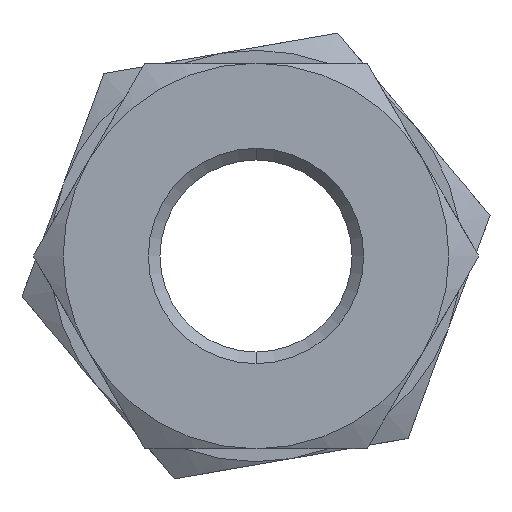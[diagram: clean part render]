
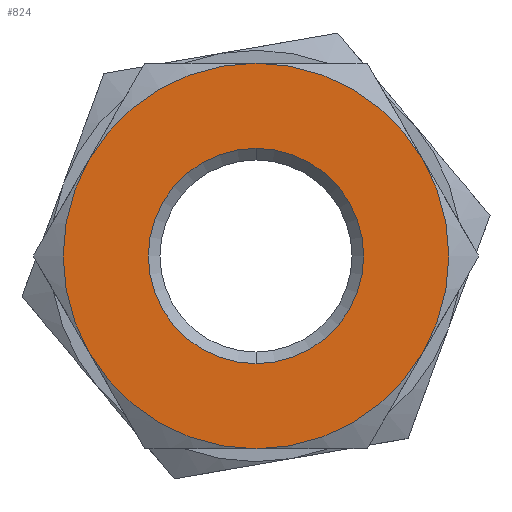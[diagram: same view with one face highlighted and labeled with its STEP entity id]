
A CAD part, front view. The second image highlights one B-rep face of the part: STEP entity #824.
In plain terms, the highlighted planar face has unit normal (0, -1, 0).
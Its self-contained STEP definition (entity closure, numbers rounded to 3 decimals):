
#10 = CARTESIAN_POINT ( 'NONE',  ( 0., 0., 0. ) ) ;
#18 = CIRCLE ( 'NONE', #192, 8.375 ) ;
#78 = CARTESIAN_POINT ( 'NONE',  ( 0., 0., 15. ) ) ;
#192 = AXIS2_PLACEMENT_3D ( 'NONE', #2282, #2085, #2075 ) ;
#215 = ORIENTED_EDGE ( 'NONE', *, *, #2477, .T. ) ;
#232 = EDGE_CURVE ( 'NONE', #2827, #1268, #952, .T. ) ;
#252 = CARTESIAN_POINT ( 'NONE',  ( 0., 0., 0. ) ) ;
#285 = DIRECTION ( 'NONE',  ( 0., -1., 0. ) ) ;
#311 = CARTESIAN_POINT ( 'NONE',  ( 0., 0., 0. ) ) ;
#326 = VERTEX_POINT ( 'NONE', #913 ) ;
#352 = VERTEX_POINT ( 'NONE', #1609 ) ;
#447 = AXIS2_PLACEMENT_3D ( 'NONE', #2721, #2048, #924 ) ;
#453 = ORIENTED_EDGE ( 'NONE', *, *, #1131, .T. ) ;
#527 = EDGE_CURVE ( 'NONE', #1268, #2827, #18, .T. ) ;
#538 = DIRECTION ( 'NONE',  ( 0., 0., -1. ) ) ;
#542 = CARTESIAN_POINT ( 'NONE',  ( 0., 0., 0. ) ) ;
#599 = VERTEX_POINT ( 'NONE', #1393 ) ;
#625 = CIRCLE ( 'NONE', #668, 15. ) ;
#666 = CARTESIAN_POINT ( 'NONE',  ( 15., 0., 0. ) ) ;
#668 = AXIS2_PLACEMENT_3D ( 'NONE', #10, #1362, #1793 ) ;
#728 = FACE_BOUND ( 'NONE', #2151, .T. ) ;
#735 = CARTESIAN_POINT ( 'NONE',  ( 12.99, 0., 7.5 ) ) ;
#741 = CIRCLE ( 'NONE', #1208, 15. ) ;
#753 = DIRECTION ( 'NONE',  ( 0., 0., -1. ) ) ;
#824 = ADVANCED_FACE ( 'NONE', ( #2702, #728 ), #1540, .T. ) ;
#850 = VERTEX_POINT ( 'NONE', #2030 ) ;
#861 = AXIS2_PLACEMENT_3D ( 'NONE', #542, #285, #753 ) ;
#902 = ORIENTED_EDGE ( 'NONE', *, *, #2701, .T. ) ;
#913 = CARTESIAN_POINT ( 'NONE',  ( -12.99, 0., 7.5 ) ) ;
#924 = DIRECTION ( 'NONE',  ( 0., 0., -1. ) ) ;
#948 = DIRECTION ( 'NONE',  ( 0., -1., 0. ) ) ;
#952 = CIRCLE ( 'NONE', #447, 8.375 ) ;
#1033 = DIRECTION ( 'NONE',  ( 0., -1., 0. ) ) ;
#1082 = AXIS2_PLACEMENT_3D ( 'NONE', #666, #2726, #1782 ) ;
#1131 = EDGE_CURVE ( 'NONE', #850, #1658, #1416, .T. ) ;
#1134 = AXIS2_PLACEMENT_3D ( 'NONE', #252, #948, #2547 ) ;
#1143 = DIRECTION ( 'NONE',  ( 0., 0., -1. ) ) ;
#1183 = DIRECTION ( 'NONE',  ( 0., 0., -1. ) ) ;
#1205 = VERTEX_POINT ( 'NONE', #78 ) ;
#1208 = AXIS2_PLACEMENT_3D ( 'NONE', #2280, #2521, #1143 ) ;
#1215 = CARTESIAN_POINT ( 'NONE',  ( 0., 0., 8.375 ) ) ;
#1268 = VERTEX_POINT ( 'NONE', #1215 ) ;
#1309 = CIRCLE ( 'NONE', #861, 15. ) ;
#1324 = ORIENTED_EDGE ( 'NONE', *, *, #1510, .T. ) ;
#1362 = DIRECTION ( 'NONE',  ( 0., -1., 0. ) ) ;
#1393 = CARTESIAN_POINT ( 'NONE',  ( -12.99, 0., -7.5 ) ) ;
#1416 = CIRCLE ( 'NONE', #2295, 15. ) ;
#1461 = ORIENTED_EDGE ( 'NONE', *, *, #232, .T. ) ;
#1510 = EDGE_CURVE ( 'NONE', #352, #850, #1309, .T. ) ;
#1540 = PLANE ( 'NONE',  #1082 ) ;
#1587 = EDGE_CURVE ( 'NONE', #1205, #326, #741, .T. ) ;
#1609 = CARTESIAN_POINT ( 'NONE',  ( 0., 0., -15. ) ) ;
#1621 = CIRCLE ( 'NONE', #1134, 15. ) ;
#1628 = CARTESIAN_POINT ( 'NONE',  ( 0., 0., 0. ) ) ;
#1658 = VERTEX_POINT ( 'NONE', #735 ) ;
#1758 = EDGE_LOOP ( 'NONE', ( #1324, #453, #902, #2176, #215, #2687 ) ) ;
#1782 = DIRECTION ( 'NONE',  ( 0., 0., -1. ) ) ;
#1793 = DIRECTION ( 'NONE',  ( 0., 0., -1. ) ) ;
#2030 = CARTESIAN_POINT ( 'NONE',  ( 12.99, 0., -7.5 ) ) ;
#2048 = DIRECTION ( 'NONE',  ( 0., 1., 0. ) ) ;
#2075 = DIRECTION ( 'NONE',  ( 0., 0., -1. ) ) ;
#2085 = DIRECTION ( 'NONE',  ( 0., 1., 0. ) ) ;
#2151 = EDGE_LOOP ( 'NONE', ( #1461, #2719 ) ) ;
#2176 = ORIENTED_EDGE ( 'NONE', *, *, #1587, .T. ) ;
#2182 = CIRCLE ( 'NONE', #2636, 15. ) ;
#2280 = CARTESIAN_POINT ( 'NONE',  ( 0., 0., 0. ) ) ;
#2282 = CARTESIAN_POINT ( 'NONE',  ( 0., 0., 0. ) ) ;
#2295 = AXIS2_PLACEMENT_3D ( 'NONE', #1628, #2339, #1183 ) ;
#2339 = DIRECTION ( 'NONE',  ( 0., -1., 0. ) ) ;
#2477 = EDGE_CURVE ( 'NONE', #326, #599, #1621, .T. ) ;
#2521 = DIRECTION ( 'NONE',  ( 0., -1., 0. ) ) ;
#2547 = DIRECTION ( 'NONE',  ( 0., 0., -1. ) ) ;
#2636 = AXIS2_PLACEMENT_3D ( 'NONE', #311, #1033, #538 ) ;
#2687 = ORIENTED_EDGE ( 'NONE', *, *, #2900, .T. ) ;
#2701 = EDGE_CURVE ( 'NONE', #1658, #1205, #625, .T. ) ;
#2702 = FACE_OUTER_BOUND ( 'NONE', #1758, .T. ) ;
#2719 = ORIENTED_EDGE ( 'NONE', *, *, #527, .T. ) ;
#2721 = CARTESIAN_POINT ( 'NONE',  ( 0., 0., 0. ) ) ;
#2726 = DIRECTION ( 'NONE',  ( 0., -1., 0. ) ) ;
#2774 = CARTESIAN_POINT ( 'NONE',  ( 0., 0., -8.375 ) ) ;
#2827 = VERTEX_POINT ( 'NONE', #2774 ) ;
#2900 = EDGE_CURVE ( 'NONE', #599, #352, #2182, .T. ) ;
